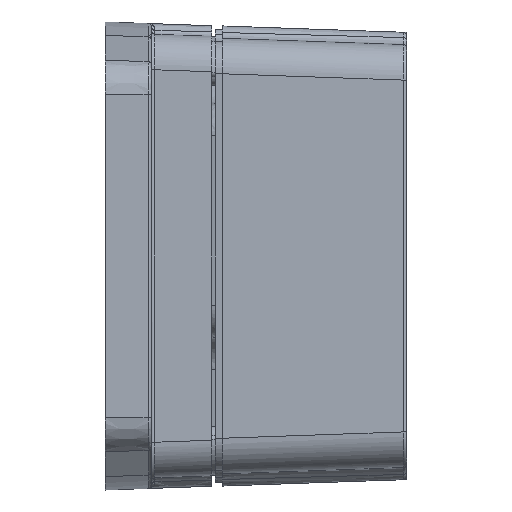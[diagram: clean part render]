
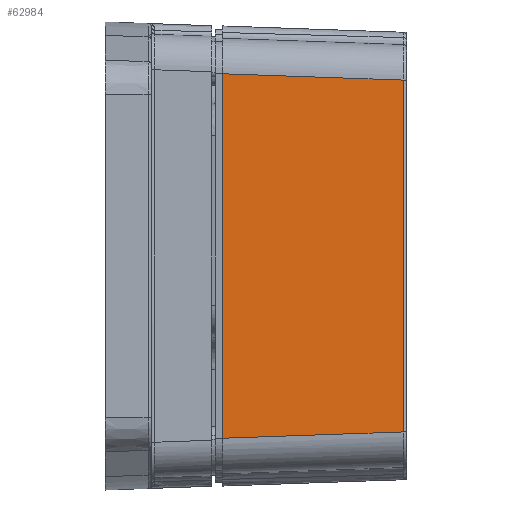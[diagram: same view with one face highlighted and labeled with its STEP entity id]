
A CAD part, left-side view. The second image highlights one B-rep face of the part: STEP entity #62984.
In plain terms, the highlighted planar face has unit normal (-0.999, -0.035, 0).
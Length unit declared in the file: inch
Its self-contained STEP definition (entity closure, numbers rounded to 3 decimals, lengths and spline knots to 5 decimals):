
#3580 = CARTESIAN_POINT ( 'NONE',  ( -1.27815, -0.05906, 1.01252 ) ) ;
#4895 = DIRECTION ( 'NONE',  ( -0.035, 0.999, 0. ) ) ;
#6053 = VERTEX_POINT ( 'NONE', #55553 ) ;
#8734 = CARTESIAN_POINT ( 'NONE',  ( -1.24307, -1.06368, -0.97744 ) ) ;
#13447 = CARTESIAN_POINT ( 'NONE',  ( -1.27985, -0.01043, -1.01422 ) ) ;
#13953 = EDGE_CURVE ( 'NONE', #32762, #71593, #34369, .T. ) ;
#14593 = DIRECTION ( 'NONE',  ( -0.035, 0.999, 0.035 ) ) ;
#18856 = PLANE ( 'NONE',  #84454 ) ;
#18861 = EDGE_CURVE ( 'NONE', #32762, #22652, #49930, .T. ) ;
#21368 = LINE ( 'NONE', #13447, #30553 ) ;
#22652 = VERTEX_POINT ( 'NONE', #3580 ) ;
#26921 = DIRECTION ( 'NONE',  ( 0., 0., -1. ) ) ;
#30553 = VECTOR ( 'NONE', #63206, 39.37008 ) ;
#32762 = VERTEX_POINT ( 'NONE', #60301 ) ;
#34369 = LINE ( 'NONE', #76176, #36776 ) ;
#35537 = LINE ( 'NONE', #48021, #38018 ) ;
#36776 = VECTOR ( 'NONE', #26921, 39.37008 ) ;
#38018 = VECTOR ( 'NONE', #63888, 39.37008 ) ;
#44463 = ORIENTED_EDGE ( 'NONE', *, *, #61091, .T. ) ;
#47887 = ORIENTED_EDGE ( 'NONE', *, *, #67122, .F. ) ;
#48021 = CARTESIAN_POINT ( 'NONE',  ( -1.27815, -0.05906, -1.27953 ) ) ;
#49221 = ORIENTED_EDGE ( 'NONE', *, *, #18861, .T. ) ;
#49662 = VECTOR ( 'NONE', #14593, 39.37008 ) ;
#49930 = LINE ( 'NONE', #78269, #49662 ) ;
#55553 = CARTESIAN_POINT ( 'NONE',  ( -1.27815, -0.05906, -1.01252 ) ) ;
#60301 = CARTESIAN_POINT ( 'NONE',  ( -1.24307, -1.06368, 0.97744 ) ) ;
#61091 = EDGE_CURVE ( 'NONE', #22652, #6053, #35537, .T. ) ;
#62984 = ADVANCED_FACE ( 'NONE', ( #82018 ), #18856, .T. ) ;
#63206 = DIRECTION ( 'NONE',  ( -0.035, 0.999, -0.035 ) ) ;
#63888 = DIRECTION ( 'NONE',  ( 0., 0., -1. ) ) ;
#67122 = EDGE_CURVE ( 'NONE', #71593, #6053, #21368, .T. ) ;
#68593 = DIRECTION ( 'NONE',  ( -0.999, -0.035, 0. ) ) ;
#71593 = VERTEX_POINT ( 'NONE', #8734 ) ;
#75562 = CARTESIAN_POINT ( 'NONE',  ( -1.27953, -0.01969, -1.27953 ) ) ;
#76176 = CARTESIAN_POINT ( 'NONE',  ( -1.24307, -1.06368, -0.63976 ) ) ;
#78269 = CARTESIAN_POINT ( 'NONE',  ( -1.24307, -1.06368, 0.97744 ) ) ;
#81743 = EDGE_LOOP ( 'NONE', ( #44463, #47887, #91368, #49221 ) ) ;
#82018 = FACE_OUTER_BOUND ( 'NONE', #81743, .T. ) ;
#84454 = AXIS2_PLACEMENT_3D ( 'NONE', #75562, #68593, #4895 ) ;
#91368 = ORIENTED_EDGE ( 'NONE', *, *, #13953, .F. ) ;
